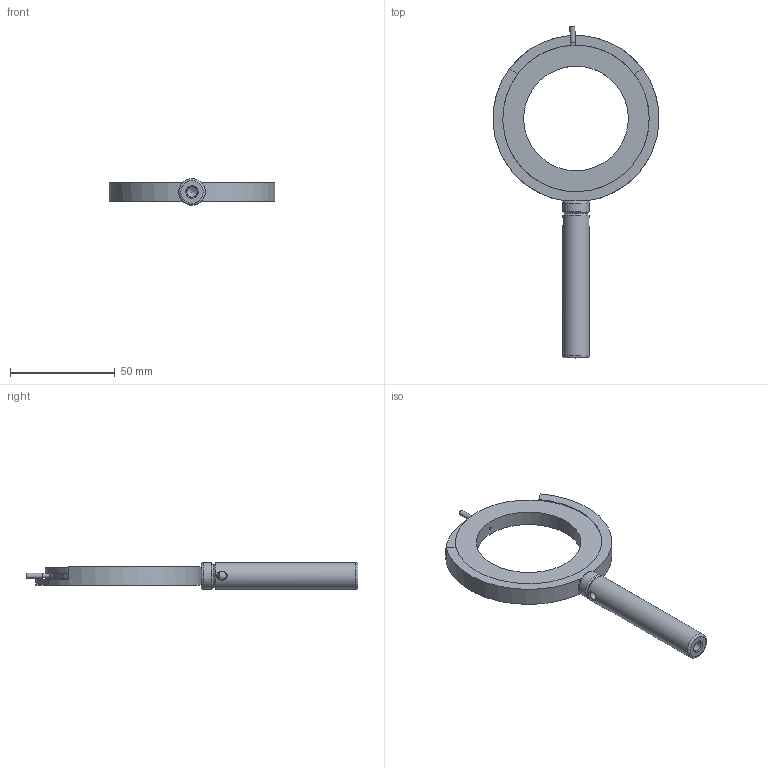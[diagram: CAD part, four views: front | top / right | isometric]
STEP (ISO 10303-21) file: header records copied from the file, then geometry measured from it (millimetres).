
FILE_DESCRIPTION (( 'STEP AP203' ), '1' );
FILE_NAME ('528007.STEP', '2023-10-07T02:43:52', ( 'Windows User' ), ( 'P R C' ), 'SwSTEP 2.0', 'SolidWorks 2020', '' );
FILE_SCHEMA (( 'CONFIG_CONTROL_DESIGN' ));
Length unit declared in the file: millimetre
Products named in the file (1): 528007
Bounding box: 79.29 x 158.6 x 12.7 mm (x, y, z)
Volume: 30831.4 mm3; surface area: 17123.6 mm2
Topology: 5 solids, 5 shells, 64 faces, 139 edges, 90 vertices
Faces by surface type: plane 29, cylinder 18, cone 14, bspline 3
Full cylindrical faces by diameter (mm): 1.25 x1, 1.4 x1, 1.6 x1, 2 x1, 2.4 x1, 3.3 x2, 4 x2, 5 x1, 12.7 x2, 50 x1, 65.502 x1, 69.998 x1, 70 x1
Entity records: 1858 total; most frequent: CARTESIAN_POINT 566, DIRECTION 252, ORIENTED_EDGE 192, EDGE_LOOP 112, AXIS2_PLACEMENT_3D 110, EDGE_CURVE 96, FACE_OUTER_BOUND 83, VERTEX_POINT 80
